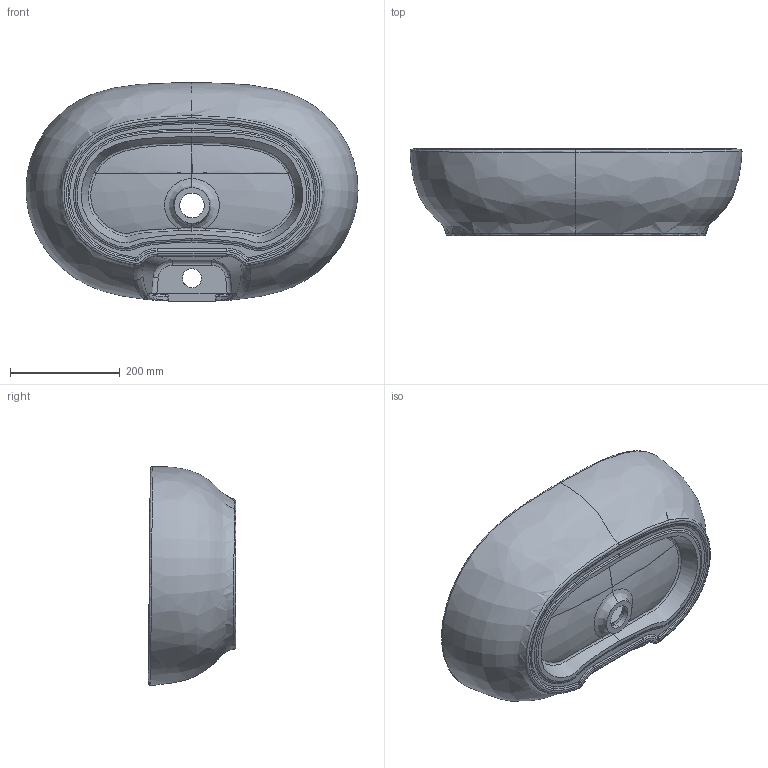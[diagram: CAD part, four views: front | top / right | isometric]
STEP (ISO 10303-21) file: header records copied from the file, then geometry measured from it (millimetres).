
FILE_DESCRIPTION((''),'2;1');
FILE_NAME('PRT_42407028_000','2021-11-08T11:50:50',('KUMARY1'),(''),'CREO PARAMETRIC BY PTC INC, 2020454','CREO PARAMETRIC BY PTC INC, 2020454','');
FILE_SCHEMA(('CONFIG_CONTROL_DESIGN'));
Length unit declared in the file: millimetre
Products named in the file (1): PRT_42407028_000
Bounding box: 605.62 x 159.59 x 399.36 mm (x, y, z)
Volume: 5864281.8 mm3; surface area: 1078082 mm2
Topology: 1 solids, 2 shells, 263 faces, 687 edges, 429 vertices
Faces by surface type: plane 131, bspline 110, cylinder 16, torus 4, cone 2
Entity records: 25850 total; most frequent: CARTESIAN_POINT 20605, ORIENTED_EDGE 1362, EDGE_CURVE 681, DIRECTION 607, VERTEX_POINT 429, B_SPLINE_CURVE_WITH_KNOTS 403, EDGE_LOOP 276, FACE_OUTER_BOUND 263
